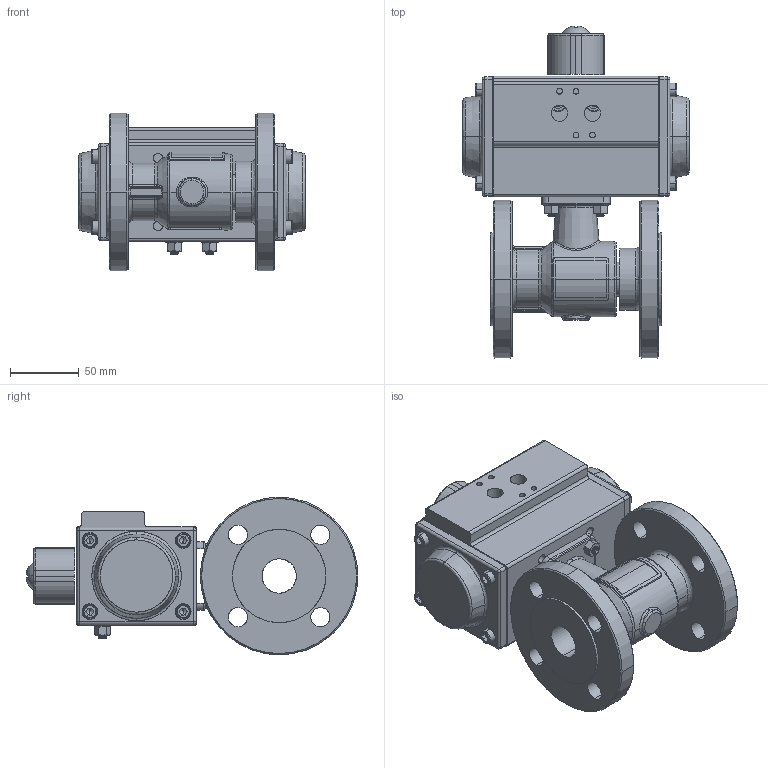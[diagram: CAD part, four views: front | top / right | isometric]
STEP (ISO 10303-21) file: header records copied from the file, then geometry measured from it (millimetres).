
FILE_DESCRIPTION (( 'STEP AP214' ), '1' );
FILE_NAME ('PK04_DN25 (PK04010005).STEP', '2022-03-01T10:15:36', ( '' ), ( '' ), 'SwSTEP 2.0', 'SolidWorks 2021', '' );
FILE_SCHEMA (( 'AUTOMOTIVE_DESIGN' ));
Length unit declared in the file: metre
Products named in the file (1): PK04_DN25 (PK04010005)
Bounding box: 165 x 242.15 x 115 mm (x, y, z)
Surface area: 162441.9 mm2 (no closed solid volume)
Topology: 0 solids, 624 shells, 788 faces, 3617 edges, 3398 vertices
Faces by surface type: plane 277, cylinder 235, bspline 169, cone 105, sphere 2
Entity records: 70892 total; most frequent: CARTESIAN_POINT 35399, DIRECTION 5078, ORIENTED_EDGE 3878, EDGE_CURVE 3593, VERTEX_POINT 3398, AXIS2_PLACEMENT_3D 1734, VECTOR 1610, LINE 1610
